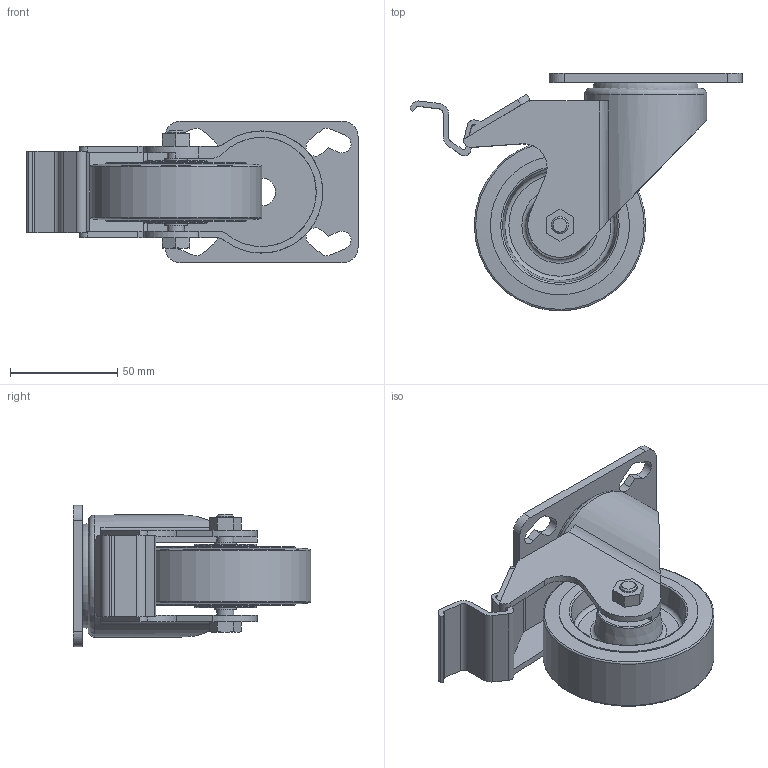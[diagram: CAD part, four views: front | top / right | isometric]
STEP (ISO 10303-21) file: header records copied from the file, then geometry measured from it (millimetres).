
FILE_DESCRIPTION(/* description */ ('STEP AP214'),/* implementation_level */ '2;1');
FILE_NAME(/* name */ 'K1760.0802520',/* time_stamp */ '2025-06-23T16:09:13+02:00',/* author */ ('License CC BY-ND 4.0'),/* organization */ ('CADENAS'),/* preprocessor_version */ 'ST-DEVELOPER v19.3',/* originating_system */ 'PARTsolutions',/* authorisation */ ' ');
FILE_SCHEMA (('AUTOMOTIVE_DESIGN {1 0 10303 214 3 1 1}'));
Length unit declared in the file: millimetre
Products named in the file (1): K1760.0802520
Bounding box: 155 x 111 x 66 mm (x, y, z)
Volume: 198987.2 mm3; surface area: 65982.9 mm2
Topology: 1 solids, 1 shells, 165 faces, 436 edges, 283 vertices
Faces by surface type: plane 89, cylinder 50, cone 14, torus 12
Full cylindrical faces by diameter (mm): 8 x2, 10.4 x2, 13 x1, 57 x1, 65 x2, 80 x1
Entity records: 4993 total; most frequent: CARTESIAN_POINT 884, DIRECTION 861, ORIENTED_EDGE 806, EDGE_CURVE 403, AXIS2_PLACEMENT_3D 304, VERTEX_POINT 279, LINE 253, VECTOR 253
